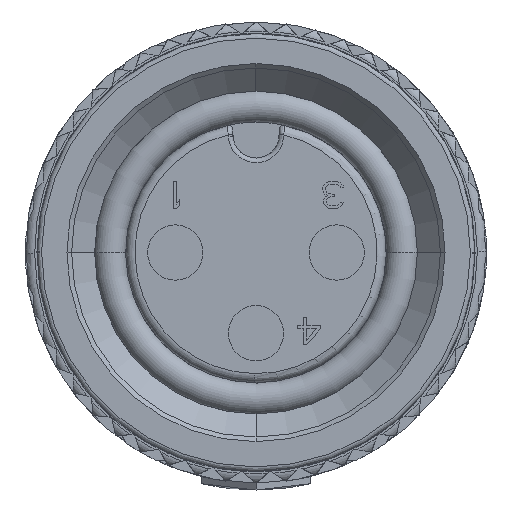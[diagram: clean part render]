
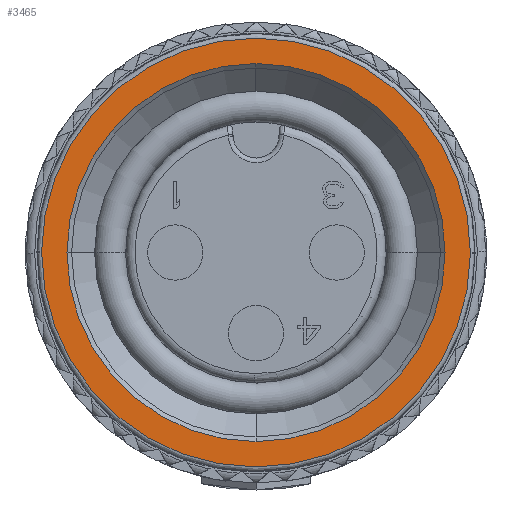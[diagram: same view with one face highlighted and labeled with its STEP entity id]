
A CAD part, front view. The second image highlights one B-rep face of the part: STEP entity #3465.
In plain terms, the highlighted planar face has unit normal (0, -1, 0).
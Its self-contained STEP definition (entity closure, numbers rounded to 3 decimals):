
#3465=ADVANCED_FACE('',(#8097,#8098),#8099,.T.);
#3483=EDGE_CURVE('',#8126,#8123,#8127,.T.);
#3487=EDGE_CURVE('',#8123,#8132,#8133,.T.);
#3495=EDGE_CURVE('',#8145,#8146,#8147,.T.);
#3501=EDGE_CURVE('',#8155,#8156,#8157,.T.);
#5607=EDGE_CURVE('',#8156,#8145,#10921,.T.);
#5609=EDGE_CURVE('',#8146,#8155,#10923,.T.);
#5619=EDGE_CURVE('',#10934,#8126,#10935,.T.);
#5621=EDGE_CURVE('',#8132,#10934,#10937,.T.);
#8097=FACE_OUTER_BOUND('',#48132,.T.);
#8098=FACE_BOUND('',#48133,.T.);
#8099=PLANE('',#48134);
#8123=VERTEX_POINT('',#48162);
#8126=VERTEX_POINT('',#48167);
#8127=CIRCLE('',#48168,4.1);
#8132=VERTEX_POINT('',#48175);
#8133=CIRCLE('',#48176,4.1);
#8145=VERTEX_POINT('',#48192);
#8146=VERTEX_POINT('',#48193);
#8147=CIRCLE('',#48194,4.65);
#8155=VERTEX_POINT('',#48205);
#8156=VERTEX_POINT('',#48206);
#8157=CIRCLE('',#48207,4.65);
#10921=CIRCLE('',#54899,4.65);
#10923=CIRCLE('',#54902,4.65);
#10934=VERTEX_POINT('',#54920);
#10935=CIRCLE('',#54921,4.1);
#10937=CIRCLE('',#54924,4.1);
#48132=EDGE_LOOP('',(#68418,#68419,#68420,#68421));
#48133=EDGE_LOOP('',(#68422,#68423,#68424,#68425));
#48134=AXIS2_PLACEMENT_3D('',#68426,#68427,#68428);
#48162=CARTESIAN_POINT('',(4.1,-8.5,0.0));
#48167=CARTESIAN_POINT('',(0.,-8.5,4.1));
#48168=AXIS2_PLACEMENT_3D('',#68476,#68477,#68478);
#48175=CARTESIAN_POINT('',(0.,-8.5,-4.1));
#48176=AXIS2_PLACEMENT_3D('',#68482,#68483,#68484);
#48192=CARTESIAN_POINT('',(4.65,-8.5,0.0));
#48193=CARTESIAN_POINT('',(-4.65,-8.5,0.024));
#48194=AXIS2_PLACEMENT_3D('',#68494,#68495,#68496);
#48205=CARTESIAN_POINT('',(-4.65,-8.5,0.0));
#48206=CARTESIAN_POINT('',(4.65,-8.5,-0.024));
#48207=AXIS2_PLACEMENT_3D('',#68503,#68504,#68505);
#54899=AXIS2_PLACEMENT_3D('',#70026,#70027,#70028);
#54902=AXIS2_PLACEMENT_3D('',#70029,#70030,#70031);
#54920=CARTESIAN_POINT('',(-4.1,-8.5,0.0));
#54921=AXIS2_PLACEMENT_3D('',#70040,#70041,#70042);
#54924=AXIS2_PLACEMENT_3D('',#70043,#70044,#70045);
#68418=ORIENTED_EDGE('',*,*,#3495,.T.);
#68419=ORIENTED_EDGE('',*,*,#5609,.T.);
#68420=ORIENTED_EDGE('',*,*,#3501,.T.);
#68421=ORIENTED_EDGE('',*,*,#5607,.T.);
#68422=ORIENTED_EDGE('',*,*,#5619,.T.);
#68423=ORIENTED_EDGE('',*,*,#3483,.T.);
#68424=ORIENTED_EDGE('',*,*,#3487,.T.);
#68425=ORIENTED_EDGE('',*,*,#5621,.T.);
#68426=CARTESIAN_POINT('',(0.0,-8.5,0.0));
#68427=DIRECTION('',(0.0,-1.0,0.0));
#68428=DIRECTION('',(0.0,0.0,-1.0));
#68476=CARTESIAN_POINT('',(0.0,-8.5,0.0));
#68477=DIRECTION('',(0.0,1.0,0.0));
#68478=DIRECTION('',(-1.0,0.0,0.0));
#68482=CARTESIAN_POINT('',(0.0,-8.5,0.0));
#68483=DIRECTION('',(-0.0,1.0,0.0));
#68484=DIRECTION('',(1.0,0.0,0.0));
#68494=CARTESIAN_POINT('',(0.0,-8.5,0.0));
#68495=DIRECTION('',(0.0,-1.0,0.0));
#68496=DIRECTION('',(1.0,0.0,0.0));
#68503=CARTESIAN_POINT('',(0.0,-8.5,0.0));
#68504=DIRECTION('',(0.0,-1.0,0.0));
#68505=DIRECTION('',(-1.0,0.0,0.0));
#70026=CARTESIAN_POINT('',(0.0,-8.5,0.0));
#70027=DIRECTION('',(0.0,-1.0,0.0));
#70028=DIRECTION('',(-1.0,0.0,0.0));
#70029=CARTESIAN_POINT('',(0.0,-8.5,0.0));
#70030=DIRECTION('',(0.0,-1.0,0.0));
#70031=DIRECTION('',(1.0,0.0,0.0));
#70040=CARTESIAN_POINT('',(0.0,-8.5,0.0));
#70041=DIRECTION('',(0.0,1.0,0.0));
#70042=DIRECTION('',(-1.0,0.0,0.0));
#70043=CARTESIAN_POINT('',(0.0,-8.5,0.0));
#70044=DIRECTION('',(-0.0,1.0,0.0));
#70045=DIRECTION('',(1.0,0.0,0.0));
